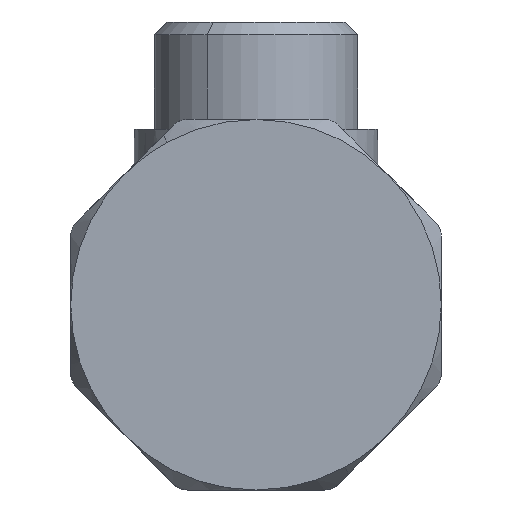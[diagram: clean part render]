
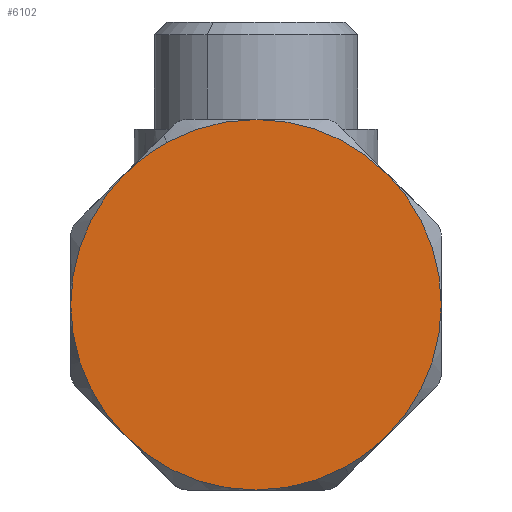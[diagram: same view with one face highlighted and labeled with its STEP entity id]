
A CAD part, left-side view. The second image highlights one B-rep face of the part: STEP entity #6102.
In plain terms, the highlighted planar face has unit normal (-1, 0, 0).
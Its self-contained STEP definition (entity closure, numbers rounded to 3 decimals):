
#4766=CARTESIAN_POINT('Vertex',(-82.,-13.435,13.435)) ;
#4878=CARTESIAN_POINT('Vertex',(-82.,-19.,0.)) ;
#4955=CARTESIAN_POINT('Vertex',(-82.,-13.435,-13.435)) ;
#5040=CARTESIAN_POINT('Vertex',(-82.,0.,-19.)) ;
#5117=CARTESIAN_POINT('Vertex',(-82.,13.435,-13.435)) ;
#5195=CARTESIAN_POINT('Vertex',(-82.,19.,0.)) ;
#5272=CARTESIAN_POINT('Vertex',(-82.,13.435,13.435)) ;
#5362=CARTESIAN_POINT('Vertex',(-82.,0.,19.)) ;
#5955=CARTESIAN_POINT('Vertex',(-82.,9.109,16.674)) ;
#5958=CARTESIAN_POINT('Axis2P3D Location',(-82.,0.,0.)) ;
#5971=CARTESIAN_POINT('Axis2P3D Location',(-82.,0.,0.)) ;
#5983=CARTESIAN_POINT('Axis2P3D Location',(-82.,0.,0.)) ;
#5995=CARTESIAN_POINT('Axis2P3D Location',(-82.,0.,0.)) ;
#6007=CARTESIAN_POINT('Axis2P3D Location',(-82.,0.,0.)) ;
#6011=CARTESIAN_POINT('Vertex',(-82.,-9.109,-16.674)) ;
#6025=CARTESIAN_POINT('Axis2P3D Location',(-82.,0.,0.)) ;
#6038=CARTESIAN_POINT('Axis2P3D Location',(-82.,0.,0.)) ;
#6050=CARTESIAN_POINT('Axis2P3D Location',(-82.,0.,0.)) ;
#6062=CARTESIAN_POINT('Axis2P3D Location',(-82.,0.,0.)) ;
#6074=CARTESIAN_POINT('Axis2P3D Location',(-82.,0.,0.)) ;
#6085=CARTESIAN_POINT('Axis2P3D Location',(-82.,0.,-19.)) ;
#5959=DIRECTION('Axis2P3D Direction',(1.,-0.,0.)) ;
#5972=DIRECTION('Axis2P3D Direction',(1.,-0.,0.)) ;
#5984=DIRECTION('Axis2P3D Direction',(1.,-0.,0.)) ;
#5996=DIRECTION('Axis2P3D Direction',(1.,-0.,0.)) ;
#6008=DIRECTION('Axis2P3D Direction',(1.,-0.,0.)) ;
#6026=DIRECTION('Axis2P3D Direction',(1.,-0.,0.)) ;
#6039=DIRECTION('Axis2P3D Direction',(1.,-0.,0.)) ;
#6051=DIRECTION('Axis2P3D Direction',(1.,-0.,0.)) ;
#6063=DIRECTION('Axis2P3D Direction',(1.,-0.,0.)) ;
#6075=DIRECTION('Axis2P3D Direction',(1.,-0.,0.)) ;
#6086=DIRECTION('Axis2P3D Direction',(-1.,0.,0.)) ;
#6087=DIRECTION('Axis2P3D XDirection',(0.,1.,0.)) ;
#5960=AXIS2_PLACEMENT_3D('Circle Axis2P3D',#5958,#5959,$) ;
#5973=AXIS2_PLACEMENT_3D('Circle Axis2P3D',#5971,#5972,$) ;
#5985=AXIS2_PLACEMENT_3D('Circle Axis2P3D',#5983,#5984,$) ;
#5997=AXIS2_PLACEMENT_3D('Circle Axis2P3D',#5995,#5996,$) ;
#6009=AXIS2_PLACEMENT_3D('Circle Axis2P3D',#6007,#6008,$) ;
#6027=AXIS2_PLACEMENT_3D('Circle Axis2P3D',#6025,#6026,$) ;
#6040=AXIS2_PLACEMENT_3D('Circle Axis2P3D',#6038,#6039,$) ;
#6052=AXIS2_PLACEMENT_3D('Circle Axis2P3D',#6050,#6051,$) ;
#6064=AXIS2_PLACEMENT_3D('Circle Axis2P3D',#6062,#6063,$) ;
#6076=AXIS2_PLACEMENT_3D('Circle Axis2P3D',#6074,#6075,$) ;
#6088=AXIS2_PLACEMENT_3D('Plane Axis2P3D',#6085,#6086,#6087) ;
#6091=ORIENTED_EDGE('',*,*,#6013,.T.) ;
#6092=ORIENTED_EDGE('',*,*,#5999,.T.) ;
#6093=ORIENTED_EDGE('',*,*,#5987,.T.) ;
#6094=ORIENTED_EDGE('',*,*,#5975,.T.) ;
#6095=ORIENTED_EDGE('',*,*,#5962,.T.) ;
#6096=ORIENTED_EDGE('',*,*,#6078,.T.) ;
#6097=ORIENTED_EDGE('',*,*,#6066,.T.) ;
#6098=ORIENTED_EDGE('',*,*,#6054,.T.) ;
#6099=ORIENTED_EDGE('',*,*,#6042,.T.) ;
#6100=ORIENTED_EDGE('',*,*,#6029,.T.) ;
#6102=ADVANCED_FACE('PartBody',(#6101),#6089,.T.) ;
#5961=CIRCLE('generated circle',#5960,19.) ;
#5974=CIRCLE('generated circle',#5973,19.) ;
#5986=CIRCLE('generated circle',#5985,19.) ;
#5998=CIRCLE('generated circle',#5997,19.) ;
#6010=CIRCLE('generated circle',#6009,19.) ;
#6028=CIRCLE('generated circle',#6027,19.) ;
#6041=CIRCLE('generated circle',#6040,19.) ;
#6053=CIRCLE('generated circle',#6052,19.) ;
#6065=CIRCLE('generated circle',#6064,19.) ;
#6077=CIRCLE('generated circle',#6076,19.) ;
#5962=EDGE_CURVE('',#5363,#5956,#5961,.F.) ;
#5975=EDGE_CURVE('',#4767,#5363,#5974,.F.) ;
#5987=EDGE_CURVE('',#4879,#4767,#5986,.F.) ;
#5999=EDGE_CURVE('',#4956,#4879,#5998,.F.) ;
#6013=EDGE_CURVE('',#6012,#4956,#6010,.F.) ;
#6029=EDGE_CURVE('',#5041,#6012,#6028,.F.) ;
#6042=EDGE_CURVE('',#5118,#5041,#6041,.F.) ;
#6054=EDGE_CURVE('',#5196,#5118,#6053,.F.) ;
#6066=EDGE_CURVE('',#5273,#5196,#6065,.F.) ;
#6078=EDGE_CURVE('',#5956,#5273,#6077,.F.) ;
#6090=EDGE_LOOP('',(#6091,#6092,#6093,#6094,#6095,#6096,#6097,#6098,#6099,#6100)) ;
#6101=FACE_OUTER_BOUND('',#6090,.T.) ;
#6089=PLANE('',#6088) ;
#4767=VERTEX_POINT('',#4766) ;
#4879=VERTEX_POINT('',#4878) ;
#4956=VERTEX_POINT('',#4955) ;
#5041=VERTEX_POINT('',#5040) ;
#5118=VERTEX_POINT('',#5117) ;
#5196=VERTEX_POINT('',#5195) ;
#5273=VERTEX_POINT('',#5272) ;
#5363=VERTEX_POINT('',#5362) ;
#5956=VERTEX_POINT('',#5955) ;
#6012=VERTEX_POINT('',#6011) ;
